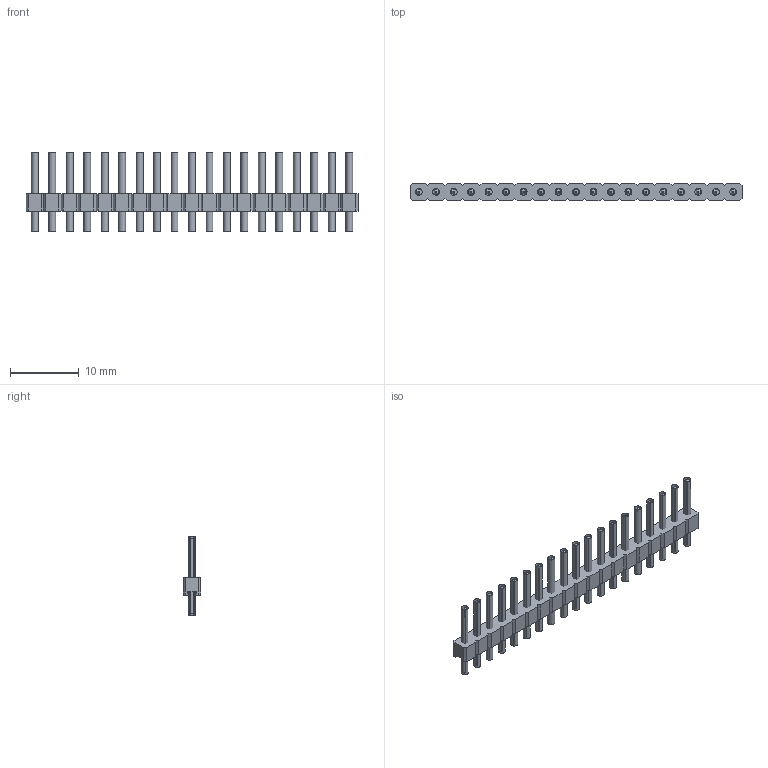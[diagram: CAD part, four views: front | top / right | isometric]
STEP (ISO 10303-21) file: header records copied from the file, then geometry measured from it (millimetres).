
FILE_DESCRIPTION(/* description */ ('-'),/* implementation_level */ '2;1');
FILE_NAME(/* name */ 'Stiftleiste, RM 2,54 mm - 6-3 mm, gerade - 1 x 19 - schwarz',/* time_stamp */ '2022-04-18T13:46:19+02:00',/* author */ ('c.wilms'),/* organization */ ('-'),/* preprocessor_version */ 'ST-DEVELOPER v16.7',/* originating_system */ 'Solid Edge',/* authorisation */ 'Unknown');
FILE_SCHEMA (('AUTOMOTIVE_DESIGN {1 0 10303 214 3 1 1}'));
Length unit declared in the file: millimetre
Products named in the file (3): Stiftleiste, RM 2,54 mm - 6-3 mm, gerade - 1 x 19 - schwarz; Stiftleiste, RM 2,54 mm - Träger - 1 x 19 - schwarz; Stiftleiste, RM 2,54 mm - Stift -  6-3 mm, gerade
Assembly tree (20 placements, depth 2):
  Stiftleiste, RM 2,54 mm - 6-3 mm, gerade - 1 x 19 - schwarz
    Stiftleiste, RM 2,54 mm - Träger - 1 x 19 - schwarz
    Stiftleiste, RM 2,54 mm - Stift -  6-3 mm, gerade  x19
Bounding box: 48.26 x 2.54 x 11.54 mm (x, y, z)
Volume: 342.4 mm3; surface area: 1874.7 mm2
Topology: 20 solids, 39 shells, 635 faces, 1785 edges, 1190 vertices
Faces by surface type: plane 464, cylinder 171
Full cylindrical faces by diameter (mm): 1 x19
Entity records: 10052 total; most frequent: CARTESIAN_POINT 1758, ORIENTED_EDGE 1730, DIRECTION 1664, EDGE_CURVE 866, LINE 696, VECTOR 696, VERTEX_POINT 578, AXIS2_PLACEMENT_3D 484
